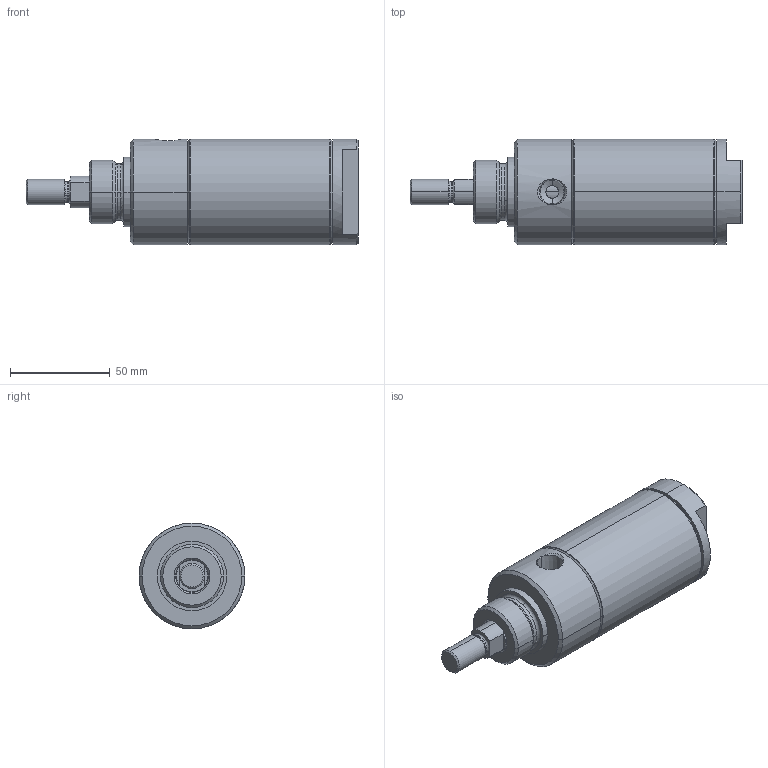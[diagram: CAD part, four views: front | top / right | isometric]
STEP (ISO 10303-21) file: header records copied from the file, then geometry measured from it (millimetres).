
FILE_DESCRIPTION (( 'STEP AP203' ), '1' );
FILE_NAME ('F32010DN.step', '2021-11-04T15:08:16', ( '' ), ( '' ), 'SwSTEP 2.0', 'SolidWorks 2021', '' );
FILE_SCHEMA (( 'CONFIG_CONTROL_DESIGN' ));
Length unit declared in the file: millimetre
Products named in the file (5): F32010DN_5; F32010DN_9; F32010DN_7; F32010DN; F32010DN_3
Assembly tree (4 placements, depth 2):
  F32010DN
    F32010DN_3
    F32010DN_5
    F32010DN_7
    F32010DN_9
Bounding box: 166.67 x 53.09 x 53.09 mm (x, y, z)
Volume: 210027.2 mm3; surface area: 64867.6 mm2
Topology: 4 solids, 4 shells, 133 faces, 290 edges, 174 vertices
Faces by surface type: cone 54, cylinder 46, plane 25, torus 8
Entity records: 4329 total; most frequent: CARTESIAN_POINT 771, DIRECTION 724, ORIENTED_EDGE 580, AXIS2_PLACEMENT_3D 305, EDGE_CURVE 290, VERTEX_POINT 174, CIRCLE 165, EDGE_LOOP 150
